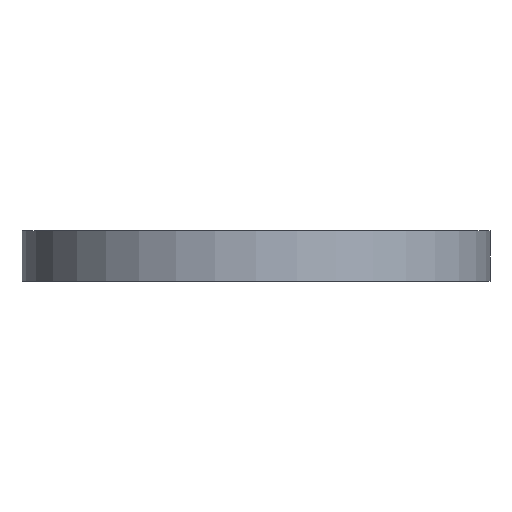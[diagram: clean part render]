
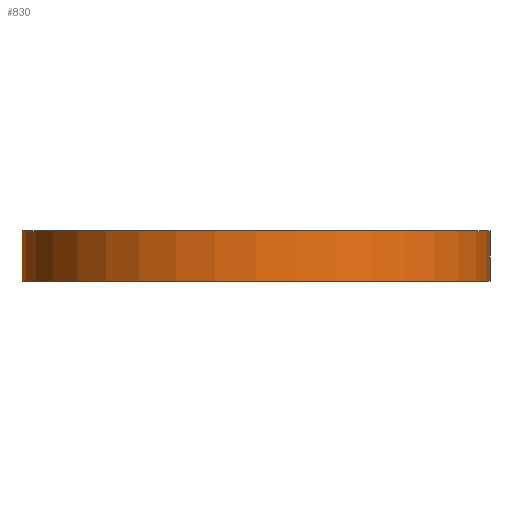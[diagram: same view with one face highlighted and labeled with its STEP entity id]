
A CAD part, front view. The second image highlights one B-rep face of the part: STEP entity #830.
In plain terms, the highlighted cylindrical face has radius 23 mm (diameter 46 mm), a partial arc.
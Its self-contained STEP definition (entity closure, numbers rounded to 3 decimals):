
#17 = AXIS2_PLACEMENT_3D ( 'NONE', #631, #416, #1685 ) ;
#210 = ORIENTED_EDGE ( 'NONE', *, *, #1758, .T. ) ;
#297 = ORIENTED_EDGE ( 'NONE', *, *, #1824, .F. ) ;
#416 = DIRECTION ( 'NONE',  ( 0., 0., -1. ) ) ;
#422 = ORIENTED_EDGE ( 'NONE', *, *, #1391, .F. ) ;
#631 = CARTESIAN_POINT ( 'NONE',  ( 0., 0., 5. ) ) ;
#703 = DIRECTION ( 'NONE',  ( -1., 0., 0. ) ) ;
#755 = DIRECTION ( 'NONE',  ( -1., 0., 0. ) ) ;
#830 = ADVANCED_FACE ( 'NONE', ( #1654 ), #2942, .T. ) ;
#983 = LINE ( 'NONE', #3297, #2454 ) ;
#998 = DIRECTION ( 'NONE',  ( 0., 0., -1. ) ) ;
#1053 = DIRECTION ( 'NONE',  ( 0., 0., -1. ) ) ;
#1244 = DIRECTION ( 'NONE',  ( 0., 0., -1. ) ) ;
#1391 = EDGE_CURVE ( 'NONE', #2528, #3191, #983, .T. ) ;
#1396 = CIRCLE ( 'NONE', #3065, 23. ) ;
#1488 = CARTESIAN_POINT ( 'NONE',  ( 0., 0., 0. ) ) ;
#1553 = VERTEX_POINT ( 'NONE', #2258 ) ;
#1555 = AXIS2_PLACEMENT_3D ( 'NONE', #3018, #1244, #703 ) ;
#1654 = FACE_OUTER_BOUND ( 'NONE', #2850, .T. ) ;
#1664 = VECTOR ( 'NONE', #998, 1000. ) ;
#1685 = DIRECTION ( 'NONE',  ( -1., 0., 0. ) ) ;
#1756 = CARTESIAN_POINT ( 'NONE',  ( 23., 0., 0. ) ) ;
#1758 = EDGE_CURVE ( 'NONE', #2534, #1553, #2830, .T. ) ;
#1787 = EDGE_CURVE ( 'NONE', #2528, #2534, #1396, .T. ) ;
#1824 = EDGE_CURVE ( 'NONE', #3191, #1553, #3002, .T. ) ;
#1910 = CARTESIAN_POINT ( 'NONE',  ( 23., 0., -5. ) ) ;
#2258 = CARTESIAN_POINT ( 'NONE',  ( -23., 0., -5. ) ) ;
#2454 = VECTOR ( 'NONE', #2487, 1000. ) ;
#2457 = ORIENTED_EDGE ( 'NONE', *, *, #1787, .T. ) ;
#2473 = CARTESIAN_POINT ( 'NONE',  ( -23., 0., 0. ) ) ;
#2487 = DIRECTION ( 'NONE',  ( 0., 0., -1. ) ) ;
#2528 = VERTEX_POINT ( 'NONE', #1756 ) ;
#2534 = VERTEX_POINT ( 'NONE', #2473 ) ;
#2830 = LINE ( 'NONE', #3054, #1664 ) ;
#2850 = EDGE_LOOP ( 'NONE', ( #422, #2457, #210, #297 ) ) ;
#2942 = CYLINDRICAL_SURFACE ( 'NONE', #17, 23. ) ;
#3002 = CIRCLE ( 'NONE', #1555, 23. ) ;
#3018 = CARTESIAN_POINT ( 'NONE',  ( 0., 0., -5. ) ) ;
#3054 = CARTESIAN_POINT ( 'NONE',  ( -23., 0., 5. ) ) ;
#3065 = AXIS2_PLACEMENT_3D ( 'NONE', #1488, #1053, #755 ) ;
#3191 = VERTEX_POINT ( 'NONE', #1910 ) ;
#3297 = CARTESIAN_POINT ( 'NONE',  ( 23., 0., 5. ) ) ;
